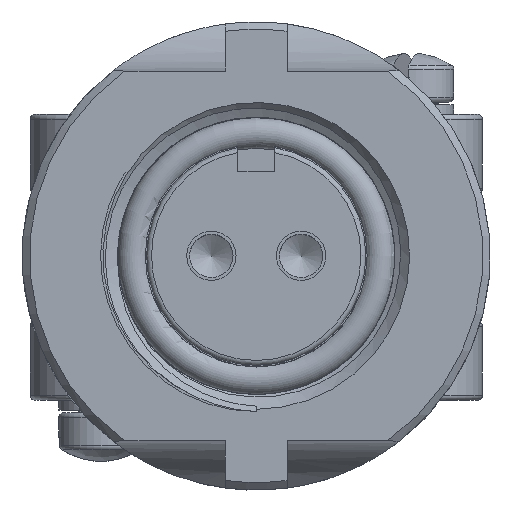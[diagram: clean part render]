
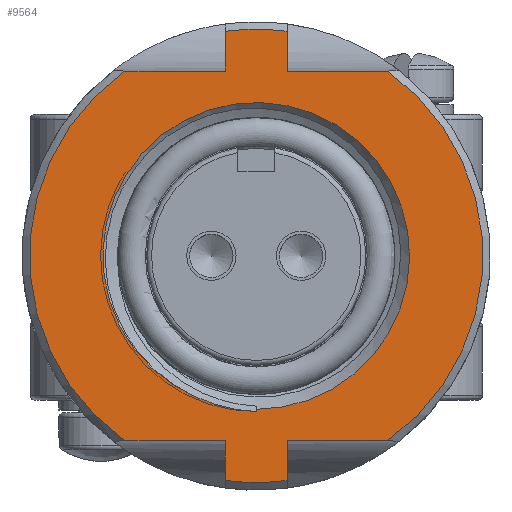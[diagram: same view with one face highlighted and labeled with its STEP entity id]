
A CAD part, top view. The second image highlights one B-rep face of the part: STEP entity #9564.
In plain terms, the highlighted planar face has unit normal (0, 0, 1).
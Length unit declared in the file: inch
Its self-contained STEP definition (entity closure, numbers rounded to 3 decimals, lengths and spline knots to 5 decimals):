
#107=ELLIPSE('',#10819,0.31516,0.3113);
#380=LINE('',#32070,#675);
#384=LINE('',#32159,#679);
#385=LINE('',#32165,#680);
#386=LINE('',#32168,#681);
#387=LINE('',#32170,#682);
#388=LINE('',#32172,#683);
#389=LINE('',#32176,#684);
#390=LINE('',#32177,#685);
#391=LINE('',#32180,#686);
#675=VECTOR('',#13538,0.3937);
#679=VECTOR('',#13560,0.3937);
#680=VECTOR('',#13567,0.3937);
#681=VECTOR('',#13570,0.3937);
#682=VECTOR('',#13571,0.3937);
#683=VECTOR('',#13572,0.3937);
#684=VECTOR('',#13575,0.3937);
#685=VECTOR('',#13576,0.3937);
#686=VECTOR('',#13577,0.3937);
#1904=FACE_BOUND('',#3341,.T.);
#2530=FACE_OUTER_BOUND('',#3340,.T.);
#3340=EDGE_LOOP('',(#8664,#8665,#8666,#8667,#8668,#8669,#8670,#8671,#8672,
#8673,#8674,#8675));
#3341=EDGE_LOOP('',(#8676,#8677,#8678));
#4258=CIRCLE('',#10801,0.46);
#4266=CIRCLE('',#10812,0.46);
#4269=CIRCLE('',#10817,0.46);
#4270=CIRCLE('',#10818,0.46);
#4271=CIRCLE('',#10820,0.31125);
#5045=VERTEX_POINT('',#32054);
#5046=VERTEX_POINT('',#32058);
#5049=VERTEX_POINT('',#32068);
#5061=VERTEX_POINT('',#32148);
#5062=VERTEX_POINT('',#32152);
#5063=VERTEX_POINT('',#32158);
#5065=VERTEX_POINT('',#32164);
#5066=VERTEX_POINT('',#32166);
#5067=VERTEX_POINT('',#32169);
#5068=VERTEX_POINT('',#32171);
#5069=VERTEX_POINT('',#32173);
#5070=VERTEX_POINT('',#32175);
#5071=VERTEX_POINT('',#32178);
#5072=VERTEX_POINT('',#32179);
#5073=VERTEX_POINT('',#32181);
#6257=EDGE_CURVE('',#5045,#5046,#4258,.T.);
#6262=EDGE_CURVE('',#5045,#5049,#380,.T.);
#6276=EDGE_CURVE('',#5061,#5062,#4266,.T.);
#6278=EDGE_CURVE('',#5063,#5062,#384,.T.);
#6281=EDGE_CURVE('',#5049,#5065,#385,.T.);
#6282=EDGE_CURVE('',#5066,#5065,#4269,.T.);
#6283=EDGE_CURVE('',#5066,#5063,#386,.T.);
#6284=EDGE_CURVE('',#5061,#5067,#387,.T.);
#6285=EDGE_CURVE('',#5067,#5068,#388,.T.);
#6286=EDGE_CURVE('',#5069,#5068,#4270,.T.);
#6287=EDGE_CURVE('',#5069,#5070,#389,.T.);
#6288=EDGE_CURVE('',#5070,#5046,#390,.T.);
#6289=EDGE_CURVE('',#5071,#5072,#391,.T.);
#6290=EDGE_CURVE('',#5072,#5073,#107,.T.);
#6291=EDGE_CURVE('',#5071,#5073,#4271,.T.);
#8664=ORIENTED_EDGE('',*,*,#6257,.F.);
#8665=ORIENTED_EDGE('',*,*,#6262,.T.);
#8666=ORIENTED_EDGE('',*,*,#6281,.T.);
#8667=ORIENTED_EDGE('',*,*,#6282,.F.);
#8668=ORIENTED_EDGE('',*,*,#6283,.T.);
#8669=ORIENTED_EDGE('',*,*,#6278,.T.);
#8670=ORIENTED_EDGE('',*,*,#6276,.F.);
#8671=ORIENTED_EDGE('',*,*,#6284,.T.);
#8672=ORIENTED_EDGE('',*,*,#6285,.T.);
#8673=ORIENTED_EDGE('',*,*,#6286,.F.);
#8674=ORIENTED_EDGE('',*,*,#6287,.T.);
#8675=ORIENTED_EDGE('',*,*,#6288,.T.);
#8676=ORIENTED_EDGE('',*,*,#6289,.T.);
#8677=ORIENTED_EDGE('',*,*,#6290,.T.);
#8678=ORIENTED_EDGE('',*,*,#6291,.F.);
#8964=PLANE('',#10816);
#9564=ADVANCED_FACE('',(#2530,#1904),#8964,.F.);
#10801=AXIS2_PLACEMENT_3D('',#32059,#13529,#13530);
#10812=AXIS2_PLACEMENT_3D('',#32153,#13556,#13557);
#10816=AXIS2_PLACEMENT_3D('',#32163,#13565,#13566);
#10817=AXIS2_PLACEMENT_3D('',#32167,#13568,#13569);
#10818=AXIS2_PLACEMENT_3D('',#32174,#13573,#13574);
#10819=AXIS2_PLACEMENT_3D('',#32182,#13578,#13579);
#10820=AXIS2_PLACEMENT_3D('',#32183,#13580,#13581);
#13529=DIRECTION('center_axis',(0.,0.,
-1.));
#13530=DIRECTION('ref_axis',(0.,1.,0.));
#13538=DIRECTION('',(0.,-1.,0.));
#13556=DIRECTION('center_axis',(0.,0.,
-1.));
#13557=DIRECTION('ref_axis',(0.,-1.,0.));
#13560=DIRECTION('',(0.,-1.,0.));
#13565=DIRECTION('center_axis',(0.,0.,
-1.));
#13566=DIRECTION('ref_axis',(0.,-1.,0.));
#13567=DIRECTION('',(-1.,0.,0.));
#13568=DIRECTION('center_axis',(0.,0.,
-1.));
#13569=DIRECTION('ref_axis',(0.,-1.,0.));
#13570=DIRECTION('',(1.,0.,0.));
#13571=DIRECTION('',(0.,1.,0.));
#13572=DIRECTION('',(1.,0.,0.));
#13573=DIRECTION('center_axis',(0.,0.,
-1.));
#13574=DIRECTION('ref_axis',(0.,-1.,0.));
#13575=DIRECTION('',(-1.,0.,0.));
#13576=DIRECTION('',(0.,1.,0.));
#13577=DIRECTION('',(0.,-1.,0.));
#13578=DIRECTION('center_axis',(0.,0.,-1.));
#13579=DIRECTION('ref_axis',(0.862,0.507,0.));
#13580=DIRECTION('center_axis',(0.,0.,
1.));
#13581=DIRECTION('ref_axis',(0.,-1.,0.));
#32054=CARTESIAN_POINT('',(-0.0625,0.45573,-0.192));
#32058=CARTESIAN_POINT('',(0.0625,0.45573,-0.192));
#32059=CARTESIAN_POINT('Origin',(0.,0.,
-0.192));
#32068=CARTESIAN_POINT('',(-0.0625,0.375,-0.192));
#32070=CARTESIAN_POINT('',(-0.0625,0.375,-0.192));
#32148=CARTESIAN_POINT('',(0.0625,-0.45573,-0.192));
#32152=CARTESIAN_POINT('',(-0.0625,-0.45573,-0.192));
#32153=CARTESIAN_POINT('Origin',(0.,0.,
-0.192));
#32158=CARTESIAN_POINT('',(-0.0625,-0.375,-0.192));
#32159=CARTESIAN_POINT('',(-0.0625,-0.475,-0.192));
#32163=CARTESIAN_POINT('Origin',(0.,0.,
-0.192));
#32164=CARTESIAN_POINT('',(-0.26641,0.375,-0.192));
#32165=CARTESIAN_POINT('',(0.,0.375,-0.192));
#32166=CARTESIAN_POINT('',(-0.26641,-0.375,-0.192));
#32167=CARTESIAN_POINT('Origin',(0.,0.,
-0.192));
#32168=CARTESIAN_POINT('',(0.,-0.375,-0.192));
#32169=CARTESIAN_POINT('',(0.0625,-0.375,-0.192));
#32170=CARTESIAN_POINT('',(0.0625,-0.475,-0.192));
#32171=CARTESIAN_POINT('',(0.26641,-0.375,-0.192));
#32172=CARTESIAN_POINT('',(0.,-0.375,-0.192));
#32173=CARTESIAN_POINT('',(0.26641,0.375,-0.192));
#32174=CARTESIAN_POINT('Origin',(0.,0.,
-0.192));
#32175=CARTESIAN_POINT('',(0.0625,0.375,-0.192));
#32176=CARTESIAN_POINT('',(0.,0.375,-0.192));
#32177=CARTESIAN_POINT('',(0.0625,0.375,-0.192));
#32178=CARTESIAN_POINT('',(0.,-0.31125,-0.192));
#32179=CARTESIAN_POINT('',(0.,-0.31589,-0.192));
#32180=CARTESIAN_POINT('',(0.,-0.14746,-0.192));
#32181=CARTESIAN_POINT('',(-0.12237,-0.28619,-0.192));
#32182=CARTESIAN_POINT('Origin',(0.01486,-0.0038,
-0.192));
#32183=CARTESIAN_POINT('Origin',(0.,0.,
-0.192));
